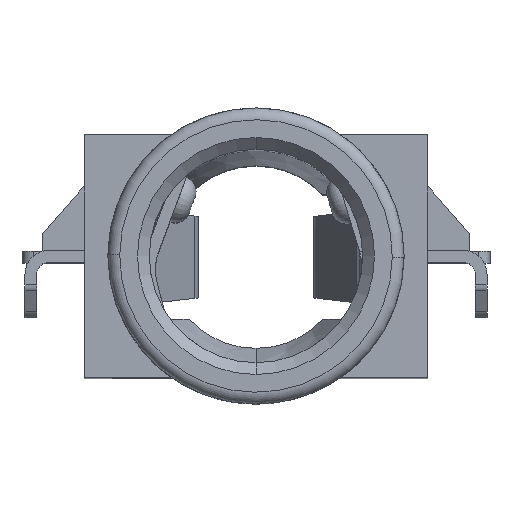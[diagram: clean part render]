
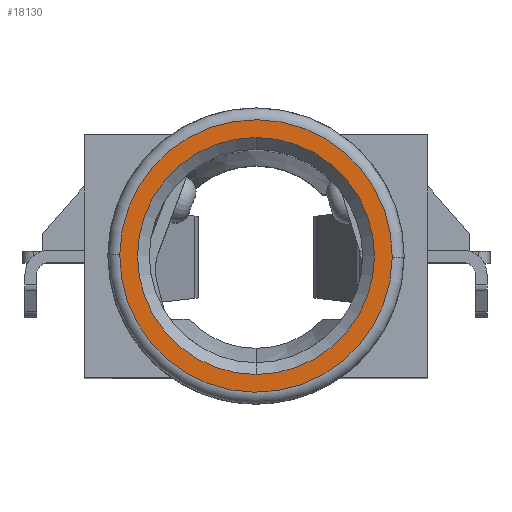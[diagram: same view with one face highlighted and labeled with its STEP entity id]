
A CAD part, top view. The second image highlights one B-rep face of the part: STEP entity #18130.
In plain terms, the highlighted planar face has unit normal (0, 0, 1).
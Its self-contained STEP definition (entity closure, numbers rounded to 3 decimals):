
#2612 = DIRECTION ( 'NONE',  ( 1., -0.01, 0. ) ) ;
#2754 = CARTESIAN_POINT ( 'NONE',  ( 0., 0., 2.5 ) ) ;
#3244 = EDGE_CURVE ( 'NONE', #12947, #13667, #11186, .T. ) ;
#3347 = CARTESIAN_POINT ( 'NONE',  ( 0., 0., 2.5 ) ) ;
#3374 = CARTESIAN_POINT ( 'NONE',  ( 2.3, -0.024, 2.5 ) ) ;
#3408 = VERTEX_POINT ( 'NONE', #11178 ) ;
#3639 = DIRECTION ( 'NONE',  ( 0., 0., -1. ) ) ;
#3882 = CARTESIAN_POINT ( 'NONE',  ( 0., 0., 2.5 ) ) ;
#3964 = CARTESIAN_POINT ( 'NONE',  ( 0., -2., 2.5 ) ) ;
#3989 = AXIS2_PLACEMENT_3D ( 'NONE', #3882, #9500, #12537 ) ;
#4229 = PLANE ( 'NONE',  #5094 ) ;
#4354 = CARTESIAN_POINT ( 'NONE',  ( -2.3, 0.024, 2.5 ) ) ;
#5094 = AXIS2_PLACEMENT_3D ( 'NONE', #2754, #5694, #9832 ) ;
#5694 = DIRECTION ( 'NONE',  ( 0., 0., 1. ) ) ;
#6831 = AXIS2_PLACEMENT_3D ( 'NONE', #9063, #14700, #2612 ) ;
#6891 = ORIENTED_EDGE ( 'NONE', *, *, #14731, .F. ) ;
#7004 = EDGE_CURVE ( 'NONE', #8771, #3408, #10152, .T. ) ;
#7652 = AXIS2_PLACEMENT_3D ( 'NONE', #14978, #3639, #14618 ) ;
#7689 = ORIENTED_EDGE ( 'NONE', *, *, #12320, .F. ) ;
#8445 = FACE_BOUND ( 'NONE', #17992, .T. ) ;
#8771 = VERTEX_POINT ( 'NONE', #3964 ) ;
#8958 = DIRECTION ( 'NONE',  ( 0., 0., 1. ) ) ;
#9063 = CARTESIAN_POINT ( 'NONE',  ( 0., 0., 2.5 ) ) ;
#9500 = DIRECTION ( 'NONE',  ( 0., 0., 1. ) ) ;
#9736 = FACE_OUTER_BOUND ( 'NONE', #13260, .T. ) ;
#9778 = CIRCLE ( 'NONE', #6831, 2.3 ) ;
#9832 = DIRECTION ( 'NONE',  ( 1., 0., 0. ) ) ;
#10152 = CIRCLE ( 'NONE', #3989, 2. ) ;
#11178 = CARTESIAN_POINT ( 'NONE',  ( 0., 2., 2.5 ) ) ;
#11186 = CIRCLE ( 'NONE', #7652, 2.3 ) ;
#12320 = EDGE_CURVE ( 'NONE', #3408, #8771, #15911, .T. ) ;
#12366 = DIRECTION ( 'NONE',  ( 0., -1., 0. ) ) ;
#12537 = DIRECTION ( 'NONE',  ( 0., -1., 0. ) ) ;
#12947 = VERTEX_POINT ( 'NONE', #3374 ) ;
#13260 = EDGE_LOOP ( 'NONE', ( #6891, #13307 ) ) ;
#13264 = AXIS2_PLACEMENT_3D ( 'NONE', #3347, #8958, #12366 ) ;
#13307 = ORIENTED_EDGE ( 'NONE', *, *, #3244, .F. ) ;
#13667 = VERTEX_POINT ( 'NONE', #4354 ) ;
#14618 = DIRECTION ( 'NONE',  ( 1., -0.01, 0. ) ) ;
#14700 = DIRECTION ( 'NONE',  ( 0., 0., -1. ) ) ;
#14731 = EDGE_CURVE ( 'NONE', #13667, #12947, #9778, .T. ) ;
#14978 = CARTESIAN_POINT ( 'NONE',  ( 0., 0., 2.5 ) ) ;
#15911 = CIRCLE ( 'NONE', #13264, 2. ) ;
#17766 = ORIENTED_EDGE ( 'NONE', *, *, #7004, .F. ) ;
#17992 = EDGE_LOOP ( 'NONE', ( #17766, #7689 ) ) ;
#18130 = ADVANCED_FACE ( 'NONE', ( #8445, #9736 ), #4229, .T. ) ;
